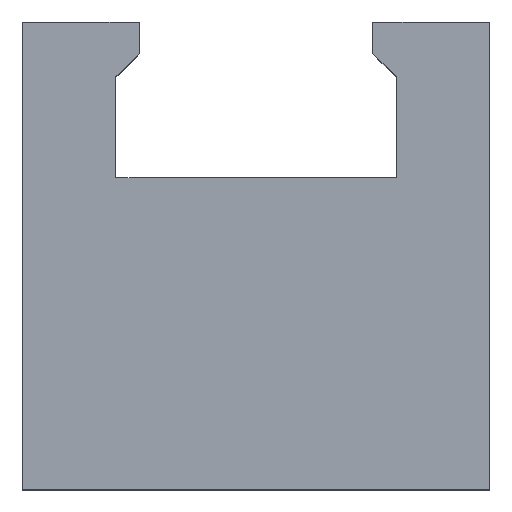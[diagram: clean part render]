
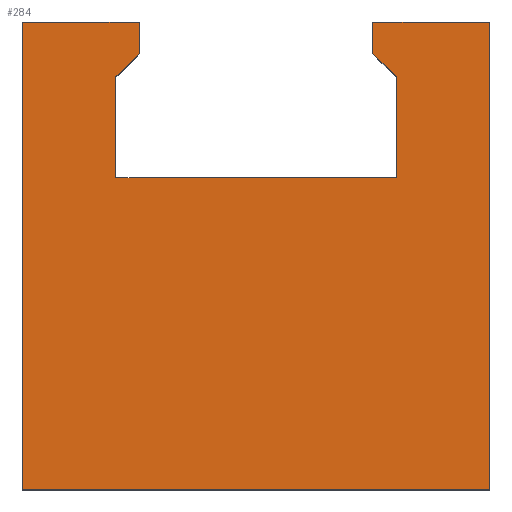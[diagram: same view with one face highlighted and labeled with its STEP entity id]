
A CAD part, top view. The second image highlights one B-rep face of the part: STEP entity #284.
In plain terms, the highlighted planar face has unit normal (0, 0, 1).
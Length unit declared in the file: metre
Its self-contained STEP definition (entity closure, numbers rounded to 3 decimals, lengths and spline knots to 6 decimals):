
#15=ORIENTED_EDGE('',*,*,#95,.T.);
#16=ORIENTED_EDGE('',*,*,#96,.F.);
#17=ORIENTED_EDGE('',*,*,#97,.F.);
#18=ORIENTED_EDGE('',*,*,#98,.F.);
#19=ORIENTED_EDGE('',*,*,#99,.F.);
#20=ORIENTED_EDGE('',*,*,#100,.F.);
#21=ORIENTED_EDGE('',*,*,#101,.T.);
#22=ORIENTED_EDGE('',*,*,#102,.T.);
#23=ORIENTED_EDGE('',*,*,#103,.F.);
#24=ORIENTED_EDGE('',*,*,#104,.F.);
#25=ORIENTED_EDGE('',*,*,#105,.T.);
#26=ORIENTED_EDGE('',*,*,#106,.F.);
#95=EDGE_CURVE('',#135,#136,#161,.T.);
#96=EDGE_CURVE('',#137,#136,#162,.T.);
#97=EDGE_CURVE('',#138,#137,#163,.T.);
#98=EDGE_CURVE('',#139,#138,#164,.T.);
#99=EDGE_CURVE('',#140,#139,#165,.T.);
#100=EDGE_CURVE('',#141,#140,#166,.T.);
#101=EDGE_CURVE('',#141,#142,#167,.T.);
#102=EDGE_CURVE('',#142,#143,#168,.T.);
#103=EDGE_CURVE('',#144,#143,#169,.T.);
#104=EDGE_CURVE('',#145,#144,#170,.T.);
#105=EDGE_CURVE('',#145,#146,#171,.T.);
#106=EDGE_CURVE('',#135,#146,#172,.T.);
#135=VERTEX_POINT('',#410);
#136=VERTEX_POINT('',#411);
#137=VERTEX_POINT('',#413);
#138=VERTEX_POINT('',#415);
#139=VERTEX_POINT('',#417);
#140=VERTEX_POINT('',#419);
#141=VERTEX_POINT('',#421);
#142=VERTEX_POINT('',#423);
#143=VERTEX_POINT('',#425);
#144=VERTEX_POINT('',#427);
#145=VERTEX_POINT('',#429);
#146=VERTEX_POINT('',#431);
#161=LINE('',#409,#199);
#162=LINE('',#412,#200);
#163=LINE('',#414,#201);
#164=LINE('',#416,#202);
#165=LINE('',#418,#203);
#166=LINE('',#420,#204);
#167=LINE('',#422,#205);
#168=LINE('',#424,#206);
#169=LINE('',#426,#207);
#170=LINE('',#428,#208);
#171=LINE('',#430,#209);
#172=LINE('',#432,#210);
#199=VECTOR('',#335,1.);
#200=VECTOR('',#336,1.);
#201=VECTOR('',#337,1.);
#202=VECTOR('',#338,1.);
#203=VECTOR('',#339,1.);
#204=VECTOR('',#340,1.);
#205=VECTOR('',#341,1.);
#206=VECTOR('',#342,1.);
#207=VECTOR('',#343,1.);
#208=VECTOR('',#344,1.);
#209=VECTOR('',#345,1.);
#210=VECTOR('',#346,1.);
#237=EDGE_LOOP('',(#15,#16,#17,#18,#19,#20,#21,#22,#23,#24,#25,#26));
#253=FACE_BOUND('',#237,.T.);
#269=PLANE('',#313);
#284=ADVANCED_FACE('',(#253),#269,.F.);
#313=AXIS2_PLACEMENT_3D('',#408,#333,#334);
#333=DIRECTION('',(0.,0.,-1.));
#334=DIRECTION('',(0.,1.,0.));
#335=DIRECTION('',(0.,-1.,0.));
#336=DIRECTION('',(1.,0.,0.));
#337=DIRECTION('',(0.,-1.,0.));
#338=DIRECTION('',(-0.703,-0.711,0.));
#339=DIRECTION('',(0.,-1.,0.));
#340=DIRECTION('',(1.,0.,0.));
#341=DIRECTION('',(0.,-1.,0.));
#342=DIRECTION('',(1.,0.,0.));
#343=DIRECTION('',(0.,-1.,0.));
#344=DIRECTION('',(1.,0.,0.));
#345=DIRECTION('',(0.,-1.,0.));
#346=DIRECTION('',(-0.711,0.703,0.));
#408=CARTESIAN_POINT('',(0.,0.01,0.0075));
#409=CARTESIAN_POINT('',(0.004505,0.011627,0.0075));
#410=CARTESIAN_POINT('',(0.004505,0.013255,0.0075));
#411=CARTESIAN_POINT('',(0.004505,0.01,0.0075));
#412=CARTESIAN_POINT('',(0.,0.01,0.0075));
#413=CARTESIAN_POINT('',(-0.004495,0.01,0.0075));
#414=CARTESIAN_POINT('',(-0.004495,0.011623,0.0075));
#415=CARTESIAN_POINT('',(-0.004495,0.013245,0.0075));
#416=CARTESIAN_POINT('',(-0.004123,0.013623,0.0075));
#417=CARTESIAN_POINT('',(-0.00375,0.014,0.0075));
#418=CARTESIAN_POINT('',(-0.00375,0.015,0.0075));
#419=CARTESIAN_POINT('',(-0.00375,0.015,0.0075));
#420=CARTESIAN_POINT('',(0.,0.015,0.0075));
#421=CARTESIAN_POINT('',(-0.0075,0.015,0.0075));
#422=CARTESIAN_POINT('',(-0.0075,0.01,0.0075));
#423=CARTESIAN_POINT('',(-0.0075,0.,0.0075));
#424=CARTESIAN_POINT('',(0.,0.,0.0075));
#425=CARTESIAN_POINT('',(0.0075,0.,0.0075));
#426=CARTESIAN_POINT('',(0.0075,0.01,0.0075));
#427=CARTESIAN_POINT('',(0.0075,0.015,0.0075));
#428=CARTESIAN_POINT('',(0.,0.015,0.0075));
#429=CARTESIAN_POINT('',(0.00375,0.015,0.0075));
#430=CARTESIAN_POINT('',(0.00375,0.015,0.0075));
#431=CARTESIAN_POINT('',(0.00375,0.014,0.0075));
#432=CARTESIAN_POINT('',(0.004127,0.013627,0.0075));
